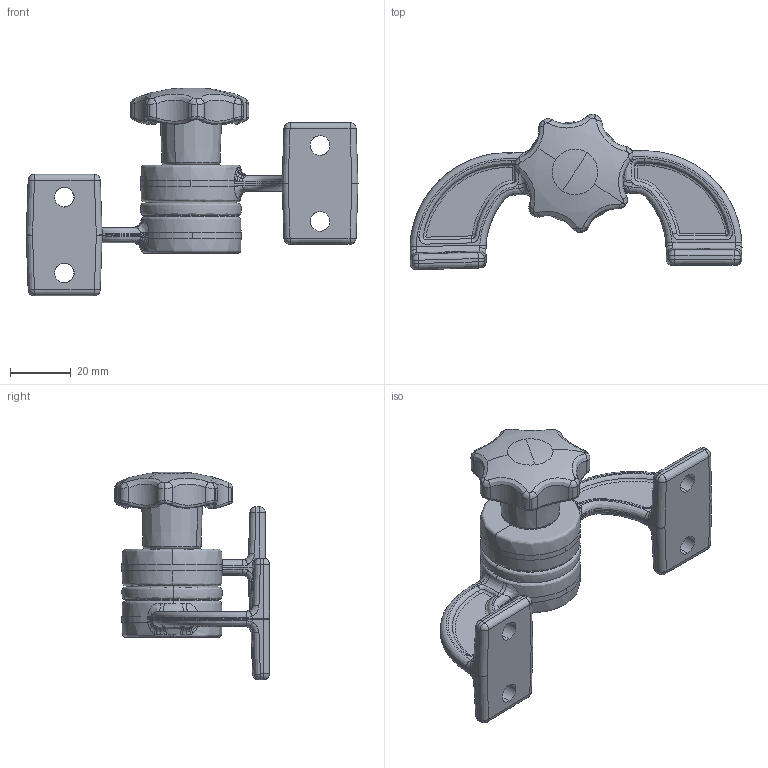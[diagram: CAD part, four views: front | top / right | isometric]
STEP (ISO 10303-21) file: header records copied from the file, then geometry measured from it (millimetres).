
FILE_DESCRIPTION (( 'STEP AP214' ), '1' );
FILE_NAME ('4906-Locking Swing Arm 85mm LH.STEP', '2025-07-29T01:38:38', ( '' ), ( '' ), 'SwSTEP 2.0', 'SolidWorks 2025', '' );
FILE_SCHEMA (( 'AUTOMOTIVE_DESIGN' ));
Length unit declared in the file: millimetre
Products named in the file (9): 4906-Locking Swing Arm 85mm LH; CAP FOR KNOB 40 & 50-7; KNOB 40-7 ASSLY_WITH STUD; INSERT; KEY BORD BRACKET 2_FOR Step; BRACKET JOINT_STEP; STUD FOR 50; KNOB 40-7_40 DIA.; BRACKET ASSLY2_DZKBA-R
Assembly tree (9 placements, depth 3):
  4906-Locking Swing Arm 85mm LH
    BRACKET ASSLY2_DZKBA-R
      KEY BORD BRACKET 2_FOR Step  x2
      BRACKET JOINT_STEP
    KNOB 40-7 ASSLY_WITH STUD
      KNOB 40-7_40 DIA.
      CAP FOR KNOB 40 & 50-7
      STUD FOR 50
      INSERT
Bounding box: 109.31 x 51.08 x 68.38 mm (x, y, z)
Volume: 55588.2 mm3; surface area: 26228.1 mm2
Topology: 7 solids, 7 shells, 503 faces, 2927 edges, 2414 vertices
Faces by surface type: bspline 334, cylinder 96, plane 55, cone 8, torus 6, sphere 4
Entity records: 97087 total; most frequent: CARTESIAN_POINT 85686, ORIENTED_EDGE 3480, EDGE_CURVE 1740, VERTEX_POINT 1395, B_SPLINE_CURVE_WITH_KNOTS 1329, DIRECTION 862, EDGE_LOOP 381, ADVANCED_FACE 363
